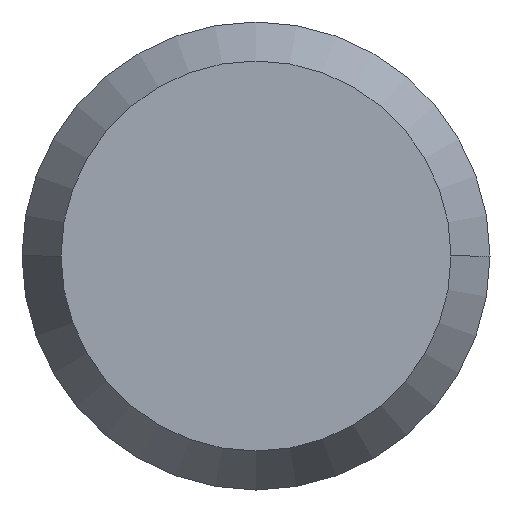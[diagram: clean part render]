
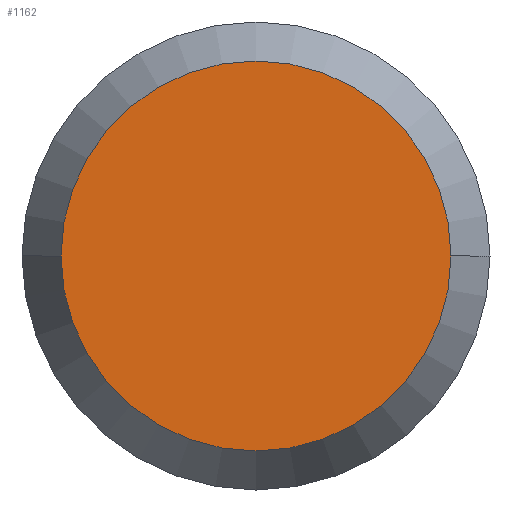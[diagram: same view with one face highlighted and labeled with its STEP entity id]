
A CAD part, left-side view. The second image highlights one B-rep face of the part: STEP entity #1162.
In plain terms, the highlighted planar face has unit normal (-1, 0, 0).
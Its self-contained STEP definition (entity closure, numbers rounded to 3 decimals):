
#57 = CARTESIAN_POINT ( 'NONE',  ( 0., 5., 0. ) ) ;
#82 = DIRECTION ( 'NONE',  ( 0., 1., 0. ) ) ;
#150 = PLANE ( 'NONE',  #1252 ) ;
#249 = DIRECTION ( 'NONE',  ( 0., 1., 0. ) ) ;
#301 = CARTESIAN_POINT ( 'NONE',  ( 0., 0., 0. ) ) ;
#357 = DIRECTION ( 'NONE',  ( 1., 0., 0. ) ) ;
#392 = CIRCLE ( 'NONE', #1142, 5. ) ;
#450 = DIRECTION ( 'NONE',  ( 0., 1., 0. ) ) ;
#500 = VERTEX_POINT ( 'NONE', #57 ) ;
#506 = CARTESIAN_POINT ( 'NONE',  ( 0., 0., 0. ) ) ;
#511 = ORIENTED_EDGE ( 'NONE', *, *, #868, .T. ) ;
#536 = CIRCLE ( 'NONE', #871, 5. ) ;
#547 = CARTESIAN_POINT ( 'NONE',  ( 0., 0., 0. ) ) ;
#591 = EDGE_LOOP ( 'NONE', ( #1174, #511 ) ) ;
#602 = DIRECTION ( 'NONE',  ( -1., 0., 0. ) ) ;
#694 = VERTEX_POINT ( 'NONE', #920 ) ;
#705 = DIRECTION ( 'NONE',  ( -1., 0., 0. ) ) ;
#739 = EDGE_CURVE ( 'NONE', #500, #694, #392, .T. ) ;
#748 = FACE_OUTER_BOUND ( 'NONE', #591, .T. ) ;
#868 = EDGE_CURVE ( 'NONE', #694, #500, #536, .T. ) ;
#871 = AXIS2_PLACEMENT_3D ( 'NONE', #506, #602, #82 ) ;
#920 = CARTESIAN_POINT ( 'NONE',  ( 0., -5., 0. ) ) ;
#1142 = AXIS2_PLACEMENT_3D ( 'NONE', #301, #705, #249 ) ;
#1162 = ADVANCED_FACE ( 'NONE', ( #748 ), #150, .F. ) ;
#1174 = ORIENTED_EDGE ( 'NONE', *, *, #739, .T. ) ;
#1252 = AXIS2_PLACEMENT_3D ( 'NONE', #547, #357, #450 ) ;
